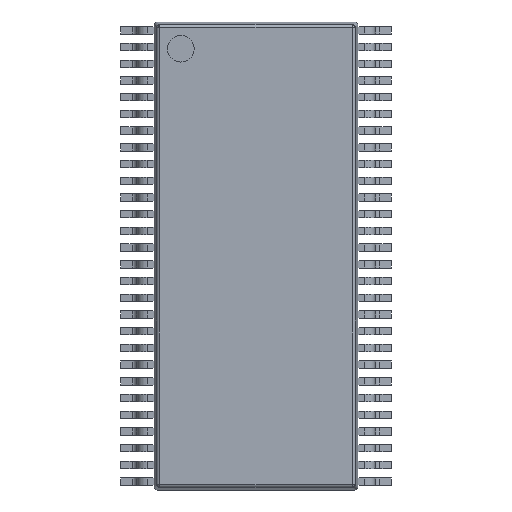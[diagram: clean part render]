
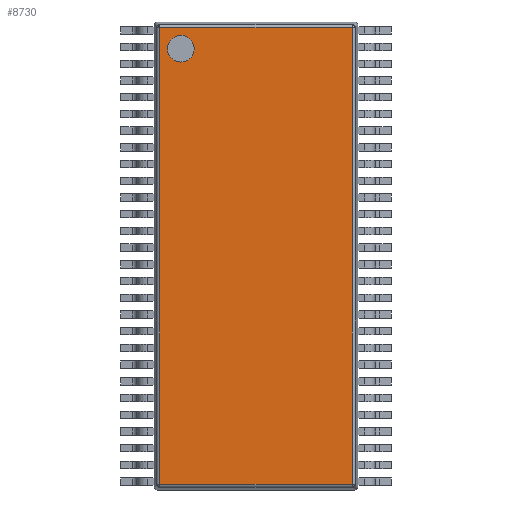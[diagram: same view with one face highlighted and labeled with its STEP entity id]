
A CAD part, top view. The second image highlights one B-rep face of the part: STEP entity #8730.
In plain terms, the highlighted planar face has unit normal (0, 0, 1).
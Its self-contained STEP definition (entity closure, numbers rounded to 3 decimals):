
#44 = CARTESIAN_POINT ( 'NONE',  ( -2.873, -6.823, 1.13 ) ) ;
#333 = ORIENTED_EDGE ( 'NONE', *, *, #26282, .T. ) ;
#1133 = DIRECTION ( 'NONE',  ( -1., 0., 0. ) ) ;
#1278 = DIRECTION ( 'NONE',  ( 0., 1., 0. ) ) ;
#1574 = AXIS2_PLACEMENT_3D ( 'NONE', #22221, #20134, #1133 ) ;
#2053 = VERTEX_POINT ( 'NONE', #2081 ) ;
#2081 = CARTESIAN_POINT ( 'NONE',  ( -2.65, 6.2, 1.13 ) ) ;
#4051 = CARTESIAN_POINT ( 'NONE',  ( -2.873, -6.823, 1.13 ) ) ;
#4199 = VERTEX_POINT ( 'NONE', #13181 ) ;
#4244 = EDGE_LOOP ( 'NONE', ( #10398, #333 ) ) ;
#4365 = ORIENTED_EDGE ( 'NONE', *, *, #20277, .T. ) ;
#5170 = EDGE_CURVE ( 'NONE', #16346, #23415, #14335, .T. ) ;
#7371 = PLANE ( 'NONE',  #20124 ) ;
#7689 = LINE ( 'NONE', #11436, #14536 ) ;
#7784 = EDGE_CURVE ( 'NONE', #19904, #16947, #8939, .T. ) ;
#8730 = ADVANCED_FACE ( 'NONE', ( #22468, #18025 ), #7371, .T. ) ;
#8939 = LINE ( 'NONE', #21276, #22315 ) ;
#9589 = EDGE_CURVE ( 'NONE', #2053, #4199, #10010, .T. ) ;
#10010 = CIRCLE ( 'NONE', #1574, 0.4 ) ;
#10398 = ORIENTED_EDGE ( 'NONE', *, *, #9589, .T. ) ;
#10586 = ORIENTED_EDGE ( 'NONE', *, *, #5170, .T. ) ;
#11436 = CARTESIAN_POINT ( 'NONE',  ( 2.873, -6.823, 1.13 ) ) ;
#11497 = EDGE_CURVE ( 'NONE', #23415, #19904, #7689, .T. ) ;
#11947 = DIRECTION ( 'NONE',  ( 0., 0., 1. ) ) ;
#12518 = VECTOR ( 'NONE', #14748, 1000. ) ;
#12825 = DIRECTION ( 'NONE',  ( -1., 0., 0. ) ) ;
#13181 = CARTESIAN_POINT ( 'NONE',  ( -1.85, 6.2, 1.13 ) ) ;
#13411 = CARTESIAN_POINT ( 'NONE',  ( -2.873, 6.823, 1.13 ) ) ;
#14188 = CARTESIAN_POINT ( 'NONE',  ( -2.873, 6.823, 1.13 ) ) ;
#14335 = LINE ( 'NONE', #4051, #12518 ) ;
#14536 = VECTOR ( 'NONE', #1278, 1000. ) ;
#14643 = VECTOR ( 'NONE', #22109, 1000. ) ;
#14748 = DIRECTION ( 'NONE',  ( 1., 0., 0. ) ) ;
#15244 = CIRCLE ( 'NONE', #16554, 0.4 ) ;
#16111 = DIRECTION ( 'NONE',  ( 1., 0., 0. ) ) ;
#16346 = VERTEX_POINT ( 'NONE', #44 ) ;
#16554 = AXIS2_PLACEMENT_3D ( 'NONE', #22618, #18591, #16111 ) ;
#16947 = VERTEX_POINT ( 'NONE', #13411 ) ;
#17931 = LINE ( 'NONE', #14188, #14643 ) ;
#18025 = FACE_OUTER_BOUND ( 'NONE', #21898, .T. ) ;
#18289 = ORIENTED_EDGE ( 'NONE', *, *, #11497, .T. ) ;
#18591 = DIRECTION ( 'NONE',  ( 0., 0., -1. ) ) ;
#19904 = VERTEX_POINT ( 'NONE', #26340 ) ;
#20034 = CARTESIAN_POINT ( 'NONE',  ( 2.873, -6.823, 1.13 ) ) ;
#20124 = AXIS2_PLACEMENT_3D ( 'NONE', #26473, #11947, #20380 ) ;
#20134 = DIRECTION ( 'NONE',  ( 0., 0., -1. ) ) ;
#20277 = EDGE_CURVE ( 'NONE', #16947, #16346, #17931, .T. ) ;
#20380 = DIRECTION ( 'NONE',  ( 1., 0., 0. ) ) ;
#21276 = CARTESIAN_POINT ( 'NONE',  ( 2.873, 6.823, 1.13 ) ) ;
#21898 = EDGE_LOOP ( 'NONE', ( #10586, #18289, #24183, #4365 ) ) ;
#22109 = DIRECTION ( 'NONE',  ( 0., -1., 0. ) ) ;
#22221 = CARTESIAN_POINT ( 'NONE',  ( -2.25, 6.2, 1.13 ) ) ;
#22315 = VECTOR ( 'NONE', #12825, 1000. ) ;
#22468 = FACE_BOUND ( 'NONE', #4244, .T. ) ;
#22618 = CARTESIAN_POINT ( 'NONE',  ( -2.25, 6.2, 1.13 ) ) ;
#23415 = VERTEX_POINT ( 'NONE', #20034 ) ;
#24183 = ORIENTED_EDGE ( 'NONE', *, *, #7784, .T. ) ;
#26282 = EDGE_CURVE ( 'NONE', #4199, #2053, #15244, .T. ) ;
#26340 = CARTESIAN_POINT ( 'NONE',  ( 2.873, 6.823, 1.13 ) ) ;
#26473 = CARTESIAN_POINT ( 'NONE',  ( 0., 0., 1.13 ) ) ;
